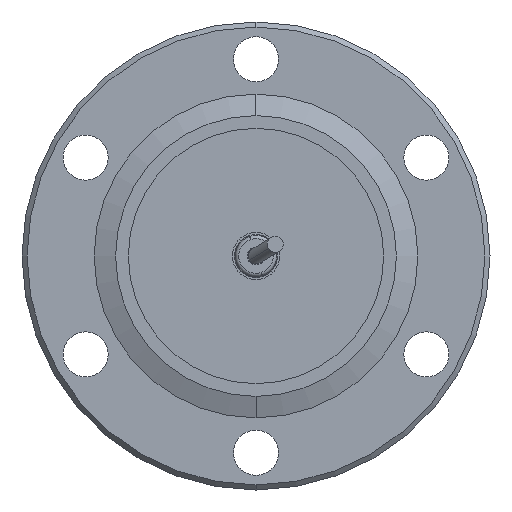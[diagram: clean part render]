
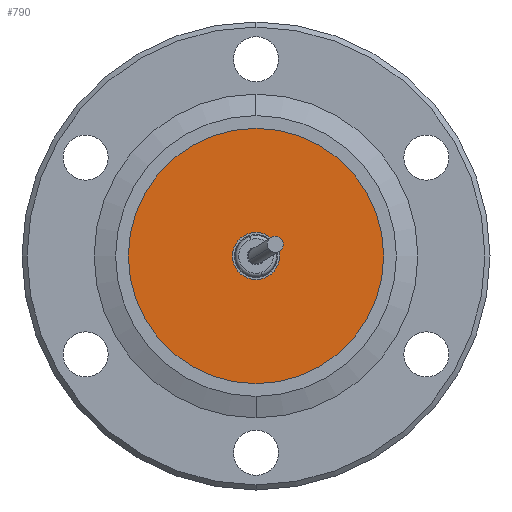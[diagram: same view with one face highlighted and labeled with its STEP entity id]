
A CAD part, front view. The second image highlights one B-rep face of the part: STEP entity #790.
In plain terms, the highlighted planar face has unit normal (0, -1, 0).
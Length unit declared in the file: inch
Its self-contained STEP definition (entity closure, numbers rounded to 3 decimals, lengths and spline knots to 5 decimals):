
#86 = CIRCLE ( 'NONE', #2107, 0.75 ) ;
#241 = CIRCLE ( 'NONE', #324, 0.1385 ) ;
#256 = CIRCLE ( 'NONE', #317, 0.1385 ) ;
#278 = DIRECTION ( 'NONE',  ( 0., -1., 0. ) ) ;
#279 = CARTESIAN_POINT ( 'NONE',  ( 0.00645, 0.58543, 0. ) ) ;
#283 = DIRECTION ( 'NONE',  ( 0., 0., -1. ) ) ;
#317 = AXIS2_PLACEMENT_3D ( 'NONE', #2122, #2123, #2124 ) ;
#324 = AXIS2_PLACEMENT_3D ( 'NONE', #279, #278, #283 ) ;
#664 = AXIS2_PLACEMENT_3D ( 'NONE', #2445, #2446, #2447 ) ;
#711 = AXIS2_PLACEMENT_3D ( 'NONE', #861, #884, #881 ) ;
#727 = EDGE_CURVE ( 'NONE', #1086, #1150, #1493, .T. ) ;
#790 = ADVANCED_FACE ( 'NONE', ( #1397, #1677 ), #890, .T. ) ;
#861 = CARTESIAN_POINT ( 'NONE',  ( -0.74355, 0.58543, 0. ) ) ;
#881 = DIRECTION ( 'NONE',  ( 0., 0., -1. ) ) ;
#884 = DIRECTION ( 'NONE',  ( 0., -1., 0. ) ) ;
#890 = PLANE ( 'NONE',  #711 ) ;
#1086 = VERTEX_POINT ( 'NONE', #2058 ) ;
#1138 = ORIENTED_EDGE ( 'NONE', *, *, #1871, .F. ) ;
#1150 = VERTEX_POINT ( 'NONE', #2062 ) ;
#1226 = ORIENTED_EDGE ( 'NONE', *, *, #2350, .F. ) ;
#1232 = ORIENTED_EDGE ( 'NONE', *, *, #1948, .F. ) ;
#1234 = ORIENTED_EDGE ( 'NONE', *, *, #727, .F. ) ;
#1295 = EDGE_LOOP ( 'NONE', ( #1138, #1234 ) ) ;
#1362 = EDGE_LOOP ( 'NONE', ( #1232, #1226 ) ) ;
#1397 = FACE_BOUND ( 'NONE', #1362, .T. ) ;
#1409 = VERTEX_POINT ( 'NONE', #2002 ) ;
#1493 = CIRCLE ( 'NONE', #664, 0.75 ) ;
#1647 = VERTEX_POINT ( 'NONE', #2029 ) ;
#1677 = FACE_OUTER_BOUND ( 'NONE', #1295, .T. ) ;
#1826 = DIRECTION ( 'NONE',  ( 0., 0., 1. ) ) ;
#1827 = DIRECTION ( 'NONE',  ( 0., 1., 0. ) ) ;
#1828 = CARTESIAN_POINT ( 'NONE',  ( 0.00645, 0.58543, 0. ) ) ;
#1871 = EDGE_CURVE ( 'NONE', #1150, #1086, #86, .T. ) ;
#1948 = EDGE_CURVE ( 'NONE', #1409, #1647, #241, .T. ) ;
#2002 = CARTESIAN_POINT ( 'NONE',  ( 0.00645, 0.58543, -0.1385 ) ) ;
#2029 = CARTESIAN_POINT ( 'NONE',  ( 0.00645, 0.58543, 0.1385 ) ) ;
#2058 = CARTESIAN_POINT ( 'NONE',  ( 0.00645, 0.58543, -0.75 ) ) ;
#2062 = CARTESIAN_POINT ( 'NONE',  ( 0.00645, 0.58543, 0.75 ) ) ;
#2107 = AXIS2_PLACEMENT_3D ( 'NONE', #1828, #1827, #1826 ) ;
#2122 = CARTESIAN_POINT ( 'NONE',  ( 0.00645, 0.58543, 0. ) ) ;
#2123 = DIRECTION ( 'NONE',  ( 0., -1., 0. ) ) ;
#2124 = DIRECTION ( 'NONE',  ( 0., 0., -1. ) ) ;
#2350 = EDGE_CURVE ( 'NONE', #1647, #1409, #256, .T. ) ;
#2445 = CARTESIAN_POINT ( 'NONE',  ( 0.00645, 0.58543, 0. ) ) ;
#2446 = DIRECTION ( 'NONE',  ( 0., 1., 0. ) ) ;
#2447 = DIRECTION ( 'NONE',  ( 0., 0., 1. ) ) ;
